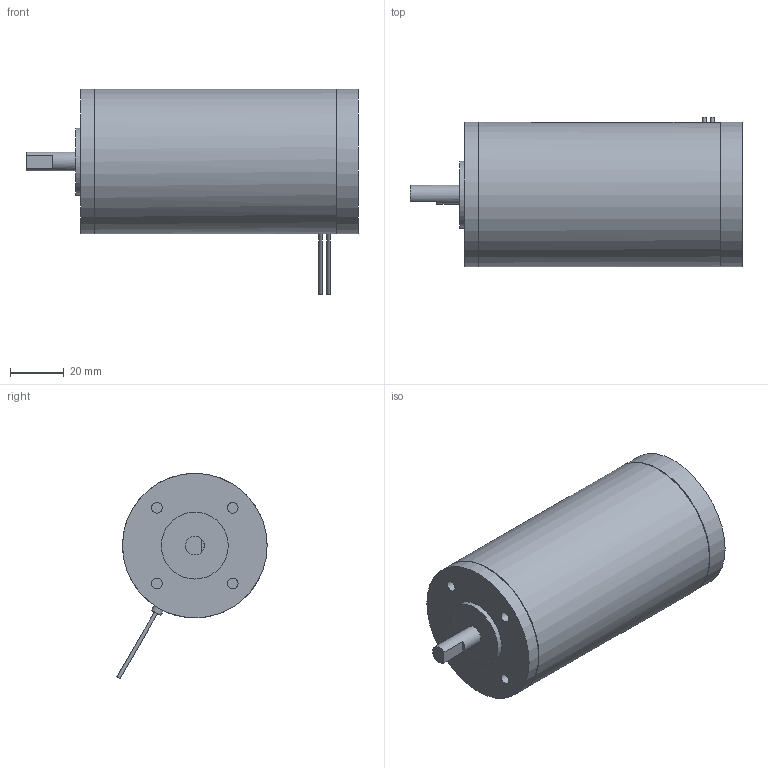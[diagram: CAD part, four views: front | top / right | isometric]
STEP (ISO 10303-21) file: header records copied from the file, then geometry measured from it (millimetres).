
FILE_DESCRIPTION( ( 'Unknown' ), '1' );
FILE_NAME( 'D54103.stp', 'Unknown', ( 'Unknown' ), ( 'Unknown' ), 'PSStep 17.0.49', 'Unknown', ' ' );
FILE_SCHEMA( ( 'AUTOMOTIVE_DESIGN { 1 0 10303 214 1 1 1 1 }' ) );
Length unit declared in the file: millimetre
Products named in the file (1): 1
Bounding box: 124 x 56.11 x 76.71 mm (x, y, z)
Volume: 238688.7 mm3; surface area: 23207.7 mm2
Topology: 1 solids, 1 shells, 32 faces, 60 edges, 38 vertices
Faces by surface type: plane 16, cylinder 12, cone 4
Full cylindrical faces by diameter (mm): 1.4 x2, 4 x4, 7 x1, 25 x1, 54 x3
Entity records: 991 total; most frequent: CARTESIAN_POINT 137, DIRECTION 133, ORIENTED_EDGE 82, AXIS2_PLACEMENT_3D 60, EDGE_LOOP 55, FACE_OUTER_BOUND 43, EDGE_CURVE 41, VERTEX_POINT 34
